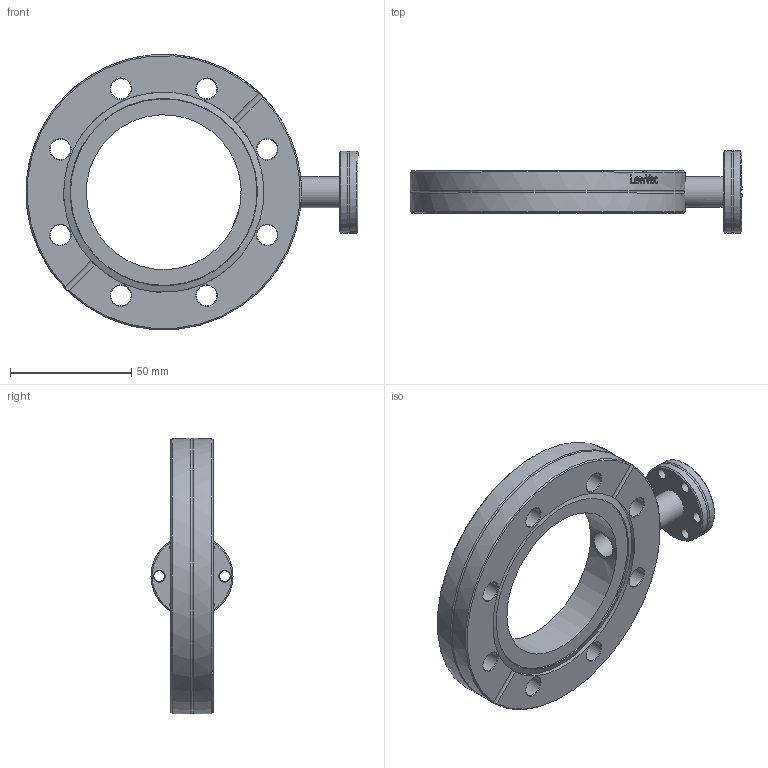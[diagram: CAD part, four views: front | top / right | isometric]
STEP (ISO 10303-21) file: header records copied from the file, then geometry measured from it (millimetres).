
FILE_DESCRIPTION(/* description */ (''),/* implementation_level */ '2;1');
FILE_NAME(/* name */ 'FL-DS63-SP16CF.stp',/* time_stamp */ '2020-11-26T08:23:29+00:00',/* author */ ('Paul'),/* organization */ (''),/* preprocessor_version */ 'ST-DEVELOPER v18.1',/* originating_system */ 'Autodesk Inventor 2021',/* authorisation */ '');
FILE_SCHEMA (('AUTOMOTIVE_DESIGN { 1 0 10303 214 3 1 1 }'));
Length unit declared in the file: millimetre
Products named in the file (4): FL-DS63-SP16CF; FL-DS63-64 bored for side port; tube; FL-16CF
Assembly tree (3 placements, depth 2):
  FL-DS63-SP16CF
    FL-DS63-64 bored for side port
    tube
    FL-16CF
Bounding box: 136.72 x 33.8 x 113.35 mm (x, y, z)
Volume: 110127 mm3; surface area: 34117 mm2
Topology: 3 solids, 3 shells, 269 faces, 735 edges, 486 vertices
Faces by surface type: bspline 94, plane 83, cylinder 49, cone 41, torus 2
Full cylindrical faces by diameter (mm): 4.4 x6, 8.4 x8, 10.9 x1, 12.7 x3, 21.4 x1, 33.8 x2, 63.8 x1, 82.5 x2, 113.5 x2
Entity records: 22766 total; most frequent: CARTESIAN_POINT 16290, ORIENTED_EDGE 1470, DIRECTION 1043, EDGE_CURVE 735, VERTEX_POINT 486, AXIS2_PLACEMENT_3D 383, EDGE_LOOP 319, LINE 277
